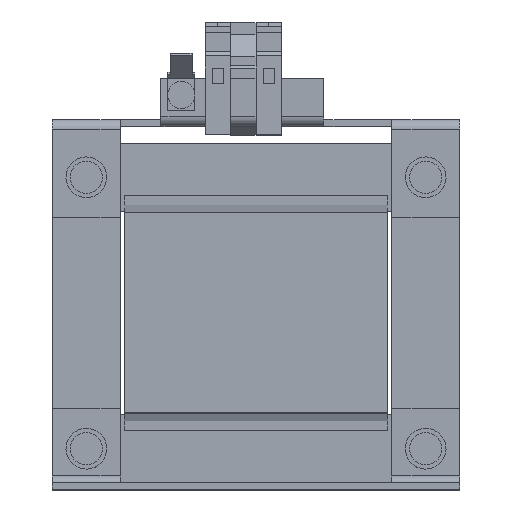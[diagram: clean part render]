
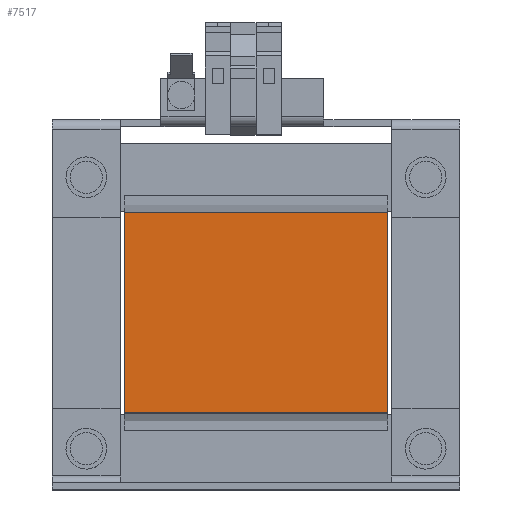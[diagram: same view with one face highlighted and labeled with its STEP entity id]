
A CAD part, top view. The second image highlights one B-rep face of the part: STEP entity #7517.
In plain terms, the highlighted planar face has unit normal (0, 0, 1).
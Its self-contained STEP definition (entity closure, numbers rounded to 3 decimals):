
#542 = ORIENTED_EDGE ( 'NONE', *, *, #6123, .F. ) ;
#672 = VERTEX_POINT ( 'NONE', #3382 ) ;
#1293 = ORIENTED_EDGE ( 'NONE', *, *, #4782, .F. ) ;
#1447 = LINE ( 'NONE', #2711, #2497 ) ;
#1509 = DIRECTION ( 'NONE',  ( -1., 0., 0. ) ) ;
#1621 = CARTESIAN_POINT ( 'NONE',  ( 38.75, -29.5, 49.9 ) ) ;
#1996 = VERTEX_POINT ( 'NONE', #7775 ) ;
#2010 = VECTOR ( 'NONE', #1509, 1000. ) ;
#2341 = EDGE_LOOP ( 'NONE', ( #3402, #542, #1293, #10024 ) ) ;
#2497 = VECTOR ( 'NONE', #10325, 1000. ) ;
#2711 = CARTESIAN_POINT ( 'NONE',  ( 38.75, 29.5, 49.9 ) ) ;
#2787 = DIRECTION ( 'NONE',  ( 0., -1., 0. ) ) ;
#3017 = EDGE_CURVE ( 'NONE', #672, #10390, #3352, .T. ) ;
#3352 = LINE ( 'NONE', #4368, #5067 ) ;
#3382 = CARTESIAN_POINT ( 'NONE',  ( -38.75, 29.5, 49.9 ) ) ;
#3402 = ORIENTED_EDGE ( 'NONE', *, *, #3017, .T. ) ;
#3457 = EDGE_CURVE ( 'NONE', #8866, #672, #10120, .T. ) ;
#4368 = CARTESIAN_POINT ( 'NONE',  ( -38.75, 29.5, 49.9 ) ) ;
#4429 = CARTESIAN_POINT ( 'NONE',  ( 38.75, 29.5, 49.9 ) ) ;
#4487 = PLANE ( 'NONE',  #4784 ) ;
#4782 = EDGE_CURVE ( 'NONE', #8866, #1996, #1447, .T. ) ;
#4784 = AXIS2_PLACEMENT_3D ( 'NONE', #8743, #10450, #6182 ) ;
#5067 = VECTOR ( 'NONE', #2787, 1000. ) ;
#6123 = EDGE_CURVE ( 'NONE', #1996, #10390, #10164, .T. ) ;
#6182 = DIRECTION ( 'NONE',  ( -1., 0., 0. ) ) ;
#6612 = CARTESIAN_POINT ( 'NONE',  ( 38.75, 29.5, 49.9 ) ) ;
#7517 = ADVANCED_FACE ( 'NONE', ( #9585 ), #4487, .F. ) ;
#7775 = CARTESIAN_POINT ( 'NONE',  ( 38.75, -29.5, 49.9 ) ) ;
#8043 = VECTOR ( 'NONE', #9113, 1000. ) ;
#8743 = CARTESIAN_POINT ( 'NONE',  ( 38.75, 29.5, 49.9 ) ) ;
#8866 = VERTEX_POINT ( 'NONE', #4429 ) ;
#9113 = DIRECTION ( 'NONE',  ( -1., 0., 0. ) ) ;
#9585 = FACE_OUTER_BOUND ( 'NONE', #2341, .T. ) ;
#9898 = CARTESIAN_POINT ( 'NONE',  ( -38.75, -29.5, 49.9 ) ) ;
#10024 = ORIENTED_EDGE ( 'NONE', *, *, #3457, .T. ) ;
#10120 = LINE ( 'NONE', #6612, #2010 ) ;
#10164 = LINE ( 'NONE', #1621, #8043 ) ;
#10325 = DIRECTION ( 'NONE',  ( 0., -1., 0. ) ) ;
#10390 = VERTEX_POINT ( 'NONE', #9898 ) ;
#10450 = DIRECTION ( 'NONE',  ( 0., 0., -1. ) ) ;
